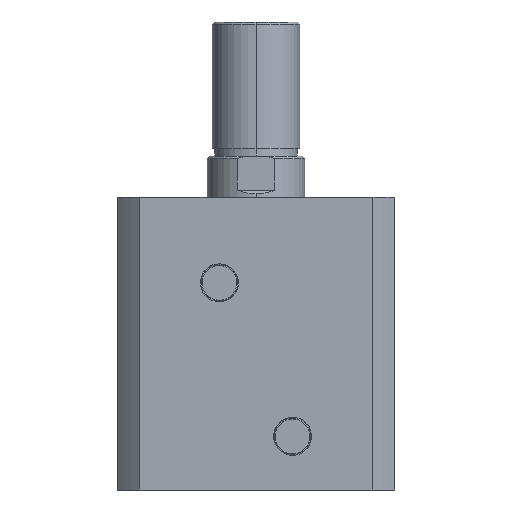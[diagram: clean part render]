
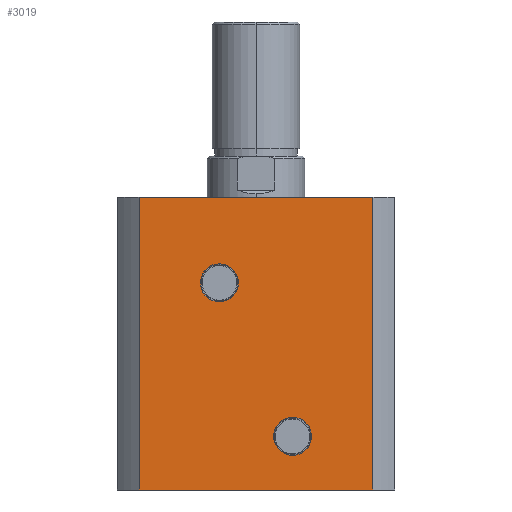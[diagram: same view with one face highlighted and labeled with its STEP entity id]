
A CAD part, left-side view. The second image highlights one B-rep face of the part: STEP entity #3019.
In plain terms, the highlighted planar face has unit normal (-1, 0, 0).
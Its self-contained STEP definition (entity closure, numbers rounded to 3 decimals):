
#46 = ORIENTED_EDGE ( 'NONE', *, *, #1930, .F. ) ;
#91 = ORIENTED_EDGE ( 'NONE', *, *, #1933, .F. ) ;
#129 = ORIENTED_EDGE ( 'NONE', *, *, #1793, .F. ) ;
#155 = ORIENTED_EDGE ( 'NONE', *, *, #1801, .F. ) ;
#232 = VERTEX_POINT ( 'NONE', #3202 ) ;
#234 = VERTEX_POINT ( 'NONE', #3204 ) ;
#253 = VERTEX_POINT ( 'NONE', #3238 ) ;
#294 = ORIENTED_EDGE ( 'NONE', *, *, #1931, .F. ) ;
#313 = ORIENTED_EDGE ( 'NONE', *, *, #1934, .F. ) ;
#315 = ORIENTED_EDGE ( 'NONE', *, *, #1928, .T. ) ;
#328 = ORIENTED_EDGE ( 'NONE', *, *, #1932, .T. ) ;
#554 = LINE ( 'NONE', #2662, #556 ) ;
#555 = LINE ( 'NONE', #2677, #565 ) ;
#556 = VECTOR ( 'NONE', #2656, 1000. ) ;
#557 = CIRCLE ( 'NONE', #2149, 7.797 ) ;
#558 = CIRCLE ( 'NONE', #2151, 7.797 ) ;
#559 = LINE ( 'NONE', #2671, #561 ) ;
#560 = LINE ( 'NONE', #2681, #563 ) ;
#561 = VECTOR ( 'NONE', #2672, 1000. ) ;
#563 = VECTOR ( 'NONE', #2683, 1000. ) ;
#565 = VECTOR ( 'NONE', #2684, 1000. ) ;
#763 = FACE_OUTER_BOUND ( 'NONE', #1568, .T. ) ;
#779 = FACE_BOUND ( 'NONE', #1740, .T. ) ;
#782 = FACE_BOUND ( 'NONE', #1777, .T. ) ;
#951 = CIRCLE ( 'NONE', #2095, 7.797 ) ;
#1045 = DIRECTION ( 'NONE',  ( 1., 0., 0. ) ) ;
#1050 = CARTESIAN_POINT ( 'NONE',  ( -57., 0., 120. ) ) ;
#1052 = PLANE ( 'NONE',  #2233 ) ;
#1054 = DIRECTION ( 'NONE',  ( 0., 1., 0. ) ) ;
#1568 = EDGE_LOOP ( 'NONE', ( #328, #91, #313, #315 ) ) ;
#1635 = VERTEX_POINT ( 'NONE', #3197 ) ;
#1641 = VERTEX_POINT ( 'NONE', #3192 ) ;
#1720 = VERTEX_POINT ( 'NONE', #3119 ) ;
#1728 = VERTEX_POINT ( 'NONE', #3316 ) ;
#1740 = EDGE_LOOP ( 'NONE', ( #46, #129 ) ) ;
#1770 = VERTEX_POINT ( 'NONE', #3124 ) ;
#1777 = EDGE_LOOP ( 'NONE', ( #294, #155 ) ) ;
#1793 = EDGE_CURVE ( 'NONE', #232, #1641, #951, .T. ) ;
#1801 = EDGE_CURVE ( 'NONE', #1728, #1770, #3639, .T. ) ;
#1928 = EDGE_CURVE ( 'NONE', #253, #1635, #554, .T. ) ;
#1930 = EDGE_CURVE ( 'NONE', #1641, #232, #557, .T. ) ;
#1931 = EDGE_CURVE ( 'NONE', #1770, #1728, #558, .T. ) ;
#1932 = EDGE_CURVE ( 'NONE', #1635, #234, #559, .T. ) ;
#1933 = EDGE_CURVE ( 'NONE', #1720, #234, #560, .T. ) ;
#1934 = EDGE_CURVE ( 'NONE', #253, #1720, #555, .T. ) ;
#2095 = AXIS2_PLACEMENT_3D ( 'NONE', #3338, #3302, #3343 ) ;
#2099 = AXIS2_PLACEMENT_3D ( 'NONE', #3282, #3280, #3259 ) ;
#2149 = AXIS2_PLACEMENT_3D ( 'NONE', #2673, #2674, #2675 ) ;
#2151 = AXIS2_PLACEMENT_3D ( 'NONE', #2678, #2679, #2680 ) ;
#2233 = AXIS2_PLACEMENT_3D ( 'NONE', #1050, #1045, #1054 ) ;
#2656 = DIRECTION ( 'NONE',  ( 0., 0., -1. ) ) ;
#2662 = CARTESIAN_POINT ( 'NONE',  ( -57., 47.971, 120. ) ) ;
#2671 = CARTESIAN_POINT ( 'NONE',  ( -57., 0., 0. ) ) ;
#2672 = DIRECTION ( 'NONE',  ( 0., -1., 0. ) ) ;
#2673 = CARTESIAN_POINT ( 'NONE',  ( -57., -15., 22. ) ) ;
#2674 = DIRECTION ( 'NONE',  ( -1., 0., 0. ) ) ;
#2675 = DIRECTION ( 'NONE',  ( 0., 0., 1. ) ) ;
#2677 = CARTESIAN_POINT ( 'NONE',  ( -57., 0., 120. ) ) ;
#2678 = CARTESIAN_POINT ( 'NONE',  ( -57., 15., 85. ) ) ;
#2679 = DIRECTION ( 'NONE',  ( -1., 0., 0. ) ) ;
#2680 = DIRECTION ( 'NONE',  ( 0., 0., 1. ) ) ;
#2681 = CARTESIAN_POINT ( 'NONE',  ( -57., -47.971, 120. ) ) ;
#2683 = DIRECTION ( 'NONE',  ( 0., 0., -1. ) ) ;
#2684 = DIRECTION ( 'NONE',  ( 0., -1., 0. ) ) ;
#3019 = ADVANCED_FACE ( 'NONE', ( #779, #782, #763 ), #1052, .F. ) ;
#3119 = CARTESIAN_POINT ( 'NONE',  ( -57., -47.971, 120. ) ) ;
#3124 = CARTESIAN_POINT ( 'NONE',  ( -57., 15., 92.797 ) ) ;
#3192 = CARTESIAN_POINT ( 'NONE',  ( -57., -15., 29.797 ) ) ;
#3197 = CARTESIAN_POINT ( 'NONE',  ( -57., 47.971, 0. ) ) ;
#3202 = CARTESIAN_POINT ( 'NONE',  ( -57., -15., 14.203 ) ) ;
#3204 = CARTESIAN_POINT ( 'NONE',  ( -57., -47.971, 0. ) ) ;
#3238 = CARTESIAN_POINT ( 'NONE',  ( -57., 47.971, 120. ) ) ;
#3259 = DIRECTION ( 'NONE',  ( 0., 0., 1. ) ) ;
#3280 = DIRECTION ( 'NONE',  ( -1., 0., 0. ) ) ;
#3282 = CARTESIAN_POINT ( 'NONE',  ( -57., 15., 85. ) ) ;
#3302 = DIRECTION ( 'NONE',  ( -1., 0., 0. ) ) ;
#3316 = CARTESIAN_POINT ( 'NONE',  ( -57., 15., 77.203 ) ) ;
#3338 = CARTESIAN_POINT ( 'NONE',  ( -57., -15., 22. ) ) ;
#3343 = DIRECTION ( 'NONE',  ( 0., 0., 1. ) ) ;
#3639 = CIRCLE ( 'NONE', #2099, 7.797 ) ;
